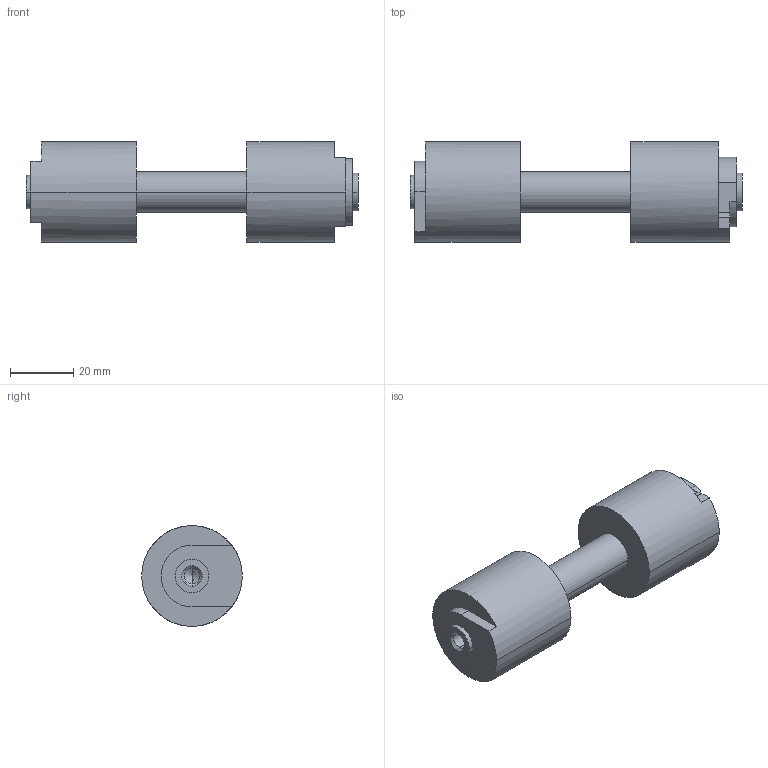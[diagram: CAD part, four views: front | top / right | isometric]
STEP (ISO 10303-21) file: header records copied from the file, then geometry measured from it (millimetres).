
FILE_DESCRIPTION (( 'STEP AP214' ), '1' );
FILE_NAME ('FT1154.STEP', '2025-05-23T18:53:32', ( '' ), ( '' ), 'SwSTEP 2.0', 'SolidWorks 2023', '' );
FILE_SCHEMA (( 'AUTOMOTIVE_DESIGN' ));
Length unit declared in the file: inch
Products named in the file (1): FT1154
Bounding box: 104.8 x 31.75 x 31.75 mm (x, y, z)
Volume: 53511.4 mm3; surface area: 11525.1 mm2
Topology: 1 solids, 1 shells, 43 faces, 103 edges, 64 vertices
Faces by surface type: cylinder 20, plane 15, cone 8
Entity records: 1260 total; most frequent: DIRECTION 235, CARTESIAN_POINT 207, ORIENTED_EDGE 198, EDGE_CURVE 99, AXIS2_PLACEMENT_3D 92, VERTEX_POINT 64, LINE 51, VECTOR 51
